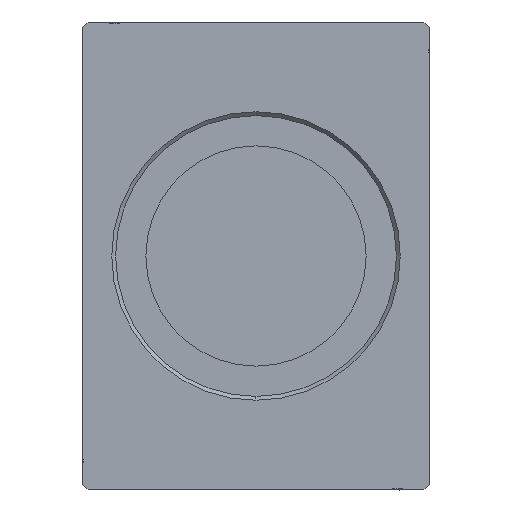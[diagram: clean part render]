
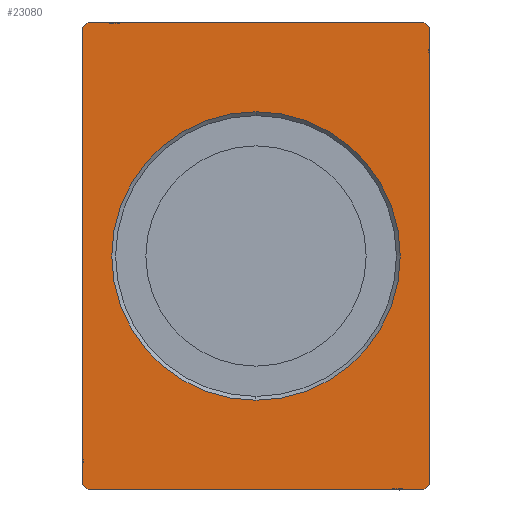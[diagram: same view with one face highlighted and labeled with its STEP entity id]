
A CAD part, left-side view. The second image highlights one B-rep face of the part: STEP entity #23080.
In plain terms, the highlighted planar face has unit normal (-1, 0, 0).
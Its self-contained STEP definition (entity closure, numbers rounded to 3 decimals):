
#325 = VERTEX_POINT ( 'NONE', #6474 ) ;
#1238 = CARTESIAN_POINT ( 'NONE',  ( 0., 0., 0. ) ) ;
#1889 = ORIENTED_EDGE ( 'NONE', *, *, #25733, .T. ) ;
#2477 = ORIENTED_EDGE ( 'NONE', *, *, #39135, .F. ) ;
#3082 = VECTOR ( 'NONE', #39857, 1000. ) ;
#3950 = VECTOR ( 'NONE', #27638, 1000. ) ;
#5994 = VERTEX_POINT ( 'NONE', #34074 ) ;
#6474 = CARTESIAN_POINT ( 'NONE',  ( 0., -30.5, 42.5 ) ) ;
#6617 = CARTESIAN_POINT ( 'NONE',  ( 0., -30.5, 42.5 ) ) ;
#7109 = EDGE_CURVE ( 'NONE', #23379, #27412, #7353, .T. ) ;
#7353 = CIRCLE ( 'NONE', #17950, 26.2 ) ;
#7561 = CARTESIAN_POINT ( 'NONE',  ( 0., 0., 26.2 ) ) ;
#7667 = AXIS2_PLACEMENT_3D ( 'NONE', #1238, #10563, #10765 ) ;
#8401 = CARTESIAN_POINT ( 'NONE',  ( 0., 30.5, -42.5 ) ) ;
#8441 = ORIENTED_EDGE ( 'NONE', *, *, #7109, .T. ) ;
#8596 = LINE ( 'NONE', #15432, #3082 ) ;
#9713 = DIRECTION ( 'NONE',  ( 0., 0., -1. ) ) ;
#10563 = DIRECTION ( 'NONE',  ( 1., 0., 0. ) ) ;
#10765 = DIRECTION ( 'NONE',  ( 0., 0., -1. ) ) ;
#11136 = CARTESIAN_POINT ( 'NONE',  ( 0., 30.5, -42.5 ) ) ;
#12313 = LINE ( 'NONE', #21237, #3950 ) ;
#12522 = VECTOR ( 'NONE', #38855, 1000. ) ;
#13223 = FACE_BOUND ( 'NONE', #13565, .T. ) ;
#13473 = EDGE_CURVE ( 'NONE', #28653, #36932, #12313, .T. ) ;
#13565 = EDGE_LOOP ( 'NONE', ( #8441, #1889 ) ) ;
#14451 = DIRECTION ( 'NONE',  ( 0., 0.707, 0.707 ) ) ;
#14545 = DIRECTION ( 'NONE',  ( 0., 0., 1. ) ) ;
#14639 = CARTESIAN_POINT ( 'NONE',  ( 0., -31.5, 41.5 ) ) ;
#14724 = ORIENTED_EDGE ( 'NONE', *, *, #30759, .F. ) ;
#15432 = CARTESIAN_POINT ( 'NONE',  ( 0., 30.5, 42.5 ) ) ;
#16551 = LINE ( 'NONE', #28943, #23584 ) ;
#16876 = VECTOR ( 'NONE', #19258, 1000. ) ;
#17123 = LINE ( 'NONE', #19809, #12522 ) ;
#17857 = LINE ( 'NONE', #39795, #33311 ) ;
#17950 = AXIS2_PLACEMENT_3D ( 'NONE', #23916, #39638, #36941 ) ;
#18485 = EDGE_CURVE ( 'NONE', #29238, #29528, #17857, .T. ) ;
#19095 = CARTESIAN_POINT ( 'NONE',  ( 0., 0., -26.2 ) ) ;
#19258 = DIRECTION ( 'NONE',  ( 0., -0.707, -0.707 ) ) ;
#19809 = CARTESIAN_POINT ( 'NONE',  ( 0., 31.5, 41.5 ) ) ;
#20240 = CIRCLE ( 'NONE', #7667, 26.2 ) ;
#20266 = EDGE_CURVE ( 'NONE', #325, #28802, #31662, .T. ) ;
#21237 = CARTESIAN_POINT ( 'NONE',  ( 0., -30.5, -42.5 ) ) ;
#21586 = ORIENTED_EDGE ( 'NONE', *, *, #31090, .F. ) ;
#21669 = EDGE_LOOP ( 'NONE', ( #26260, #36988, #34727, #22462, #2477, #21586, #23474, #14724 ) ) ;
#22462 = ORIENTED_EDGE ( 'NONE', *, *, #13473, .F. ) ;
#22661 = VERTEX_POINT ( 'NONE', #26806 ) ;
#23080 = ADVANCED_FACE ( 'NONE', ( #13223, #29547 ), #25454, .F. ) ;
#23170 = DIRECTION ( 'NONE',  ( 1., 0., 0. ) ) ;
#23379 = VERTEX_POINT ( 'NONE', #7561 ) ;
#23474 = ORIENTED_EDGE ( 'NONE', *, *, #20266, .F. ) ;
#23531 = DIRECTION ( 'NONE',  ( 0., 0.707, -0.707 ) ) ;
#23584 = VECTOR ( 'NONE', #32664, 1000. ) ;
#23916 = CARTESIAN_POINT ( 'NONE',  ( 0., 0., 0. ) ) ;
#24138 = CARTESIAN_POINT ( 'NONE',  ( 0., -31.5, -41.5 ) ) ;
#25454 = PLANE ( 'NONE',  #38721 ) ;
#25733 = EDGE_CURVE ( 'NONE', #27412, #23379, #20240, .T. ) ;
#26260 = ORIENTED_EDGE ( 'NONE', *, *, #39980, .F. ) ;
#26411 = VECTOR ( 'NONE', #23531, 1000. ) ;
#26806 = CARTESIAN_POINT ( 'NONE',  ( 0., -31.5, -41.5 ) ) ;
#27412 = VERTEX_POINT ( 'NONE', #19095 ) ;
#27638 = DIRECTION ( 'NONE',  ( 0., 1., 0. ) ) ;
#28653 = VERTEX_POINT ( 'NONE', #38647 ) ;
#28802 = VERTEX_POINT ( 'NONE', #14639 ) ;
#28943 = CARTESIAN_POINT ( 'NONE',  ( 0., -31.5, 41.5 ) ) ;
#29238 = VERTEX_POINT ( 'NONE', #29646 ) ;
#29528 = VERTEX_POINT ( 'NONE', #37302 ) ;
#29547 = FACE_OUTER_BOUND ( 'NONE', #21669, .T. ) ;
#29646 = CARTESIAN_POINT ( 'NONE',  ( 0., 31.5, -41.5 ) ) ;
#30528 = LINE ( 'NONE', #24138, #26411 ) ;
#30759 = EDGE_CURVE ( 'NONE', #5994, #325, #8596, .T. ) ;
#31090 = EDGE_CURVE ( 'NONE', #28802, #22661, #16551, .T. ) ;
#31259 = EDGE_CURVE ( 'NONE', #36932, #29238, #32869, .T. ) ;
#31662 = LINE ( 'NONE', #6617, #16876 ) ;
#32664 = DIRECTION ( 'NONE',  ( 0., 0., -1. ) ) ;
#32869 = LINE ( 'NONE', #11136, #33485 ) ;
#33311 = VECTOR ( 'NONE', #14545, 1000. ) ;
#33485 = VECTOR ( 'NONE', #14451, 1000. ) ;
#34074 = CARTESIAN_POINT ( 'NONE',  ( 0., 30.5, 42.5 ) ) ;
#34727 = ORIENTED_EDGE ( 'NONE', *, *, #31259, .F. ) ;
#36932 = VERTEX_POINT ( 'NONE', #8401 ) ;
#36941 = DIRECTION ( 'NONE',  ( 0., 0., -1. ) ) ;
#36988 = ORIENTED_EDGE ( 'NONE', *, *, #18485, .F. ) ;
#37302 = CARTESIAN_POINT ( 'NONE',  ( 0., 31.5, 41.5 ) ) ;
#38067 = CARTESIAN_POINT ( 'NONE',  ( 0., 0., 0. ) ) ;
#38647 = CARTESIAN_POINT ( 'NONE',  ( 0., -30.5, -42.5 ) ) ;
#38721 = AXIS2_PLACEMENT_3D ( 'NONE', #38067, #23170, #9713 ) ;
#38855 = DIRECTION ( 'NONE',  ( 0., -0.707, 0.707 ) ) ;
#39135 = EDGE_CURVE ( 'NONE', #22661, #28653, #30528, .T. ) ;
#39638 = DIRECTION ( 'NONE',  ( 1., 0., 0. ) ) ;
#39795 = CARTESIAN_POINT ( 'NONE',  ( 0., 31.5, -41.5 ) ) ;
#39857 = DIRECTION ( 'NONE',  ( 0., -1., 0. ) ) ;
#39980 = EDGE_CURVE ( 'NONE', #29528, #5994, #17123, .T. ) ;
